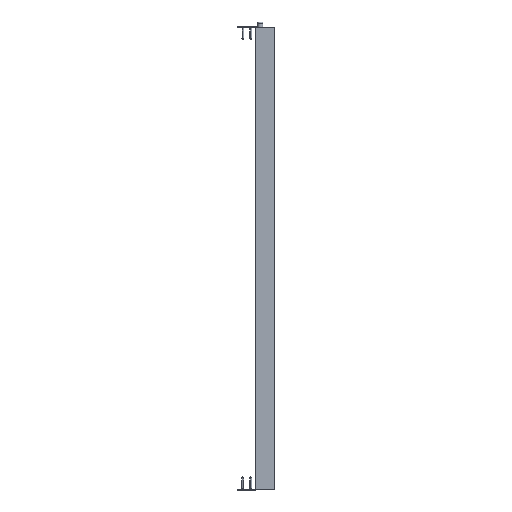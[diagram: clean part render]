
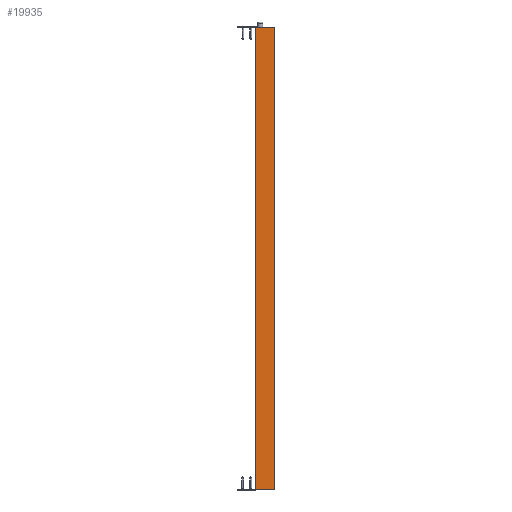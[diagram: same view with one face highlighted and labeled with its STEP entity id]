
A CAD part, left-side view. The second image highlights one B-rep face of the part: STEP entity #19935.
In plain terms, the highlighted planar face has unit normal (-1, 0.007, 0).
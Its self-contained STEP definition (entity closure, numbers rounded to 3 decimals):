
#1212 = CARTESIAN_POINT ( 'NONE',  ( -6.377, 0., -707. ) ) ;
#2531 = DIRECTION ( 'NONE',  ( -0.007, -1., 0. ) ) ;
#2814 = LINE ( 'NONE', #13575, #33884 ) ;
#2935 = VECTOR ( 'NONE', #12199, 1000. ) ;
#3778 = CARTESIAN_POINT ( 'NONE',  ( -6.599, -29.85, -707. ) ) ;
#8561 = VECTOR ( 'NONE', #2531, 1000. ) ;
#9430 = CARTESIAN_POINT ( 'NONE',  ( -6.382, -0.695, 0. ) ) ;
#10376 = PLANE ( 'NONE',  #21447 ) ;
#11769 = CARTESIAN_POINT ( 'NONE',  ( -6.382, -0.695, -707. ) ) ;
#12199 = DIRECTION ( 'NONE',  ( -0.007, -1., 0. ) ) ;
#12825 = LINE ( 'NONE', #27120, #8561 ) ;
#13575 = CARTESIAN_POINT ( 'NONE',  ( -6.382, -0.695, -707. ) ) ;
#13585 = CARTESIAN_POINT ( 'NONE',  ( -6.599, -29.85, -707. ) ) ;
#13669 = DIRECTION ( 'NONE',  ( -0.007, -1., 0. ) ) ;
#15587 = CARTESIAN_POINT ( 'NONE',  ( -6.599, -29.85, 0. ) ) ;
#16872 = LINE ( 'NONE', #13585, #22036 ) ;
#19935 = ADVANCED_FACE ( 'NONE', ( #21621 ), #10376, .T. ) ;
#19987 = VERTEX_POINT ( 'NONE', #11769 ) ;
#21447 = AXIS2_PLACEMENT_3D ( 'NONE', #35903, #24674, #13669 ) ;
#21621 = FACE_OUTER_BOUND ( 'NONE', #32031, .T. ) ;
#22036 = VECTOR ( 'NONE', #27418, 1000. ) ;
#22066 = LINE ( 'NONE', #1212, #2935 ) ;
#24071 = EDGE_CURVE ( 'NONE', #19987, #31487, #22066, .T. ) ;
#24674 = DIRECTION ( 'NONE',  ( -1., 0.007, 0. ) ) ;
#27120 = CARTESIAN_POINT ( 'NONE',  ( -6.377, 0., 0. ) ) ;
#27418 = DIRECTION ( 'NONE',  ( 0., 0., 1. ) ) ;
#27864 = DIRECTION ( 'NONE',  ( 0., 0., -1. ) ) ;
#28662 = VERTEX_POINT ( 'NONE', #9430 ) ;
#29076 = EDGE_CURVE ( 'NONE', #28662, #19987, #2814, .T. ) ;
#31487 = VERTEX_POINT ( 'NONE', #3778 ) ;
#31727 = ORIENTED_EDGE ( 'NONE', *, *, #24071, .T. ) ;
#31760 = EDGE_CURVE ( 'NONE', #28662, #38612, #12825, .T. ) ;
#32031 = EDGE_LOOP ( 'NONE', ( #31727, #39370, #39453, #43981 ) ) ;
#33649 = EDGE_CURVE ( 'NONE', #31487, #38612, #16872, .T. ) ;
#33884 = VECTOR ( 'NONE', #27864, 1000. ) ;
#35903 = CARTESIAN_POINT ( 'NONE',  ( -6.377, 0., -707. ) ) ;
#38612 = VERTEX_POINT ( 'NONE', #15587 ) ;
#39370 = ORIENTED_EDGE ( 'NONE', *, *, #33649, .T. ) ;
#39453 = ORIENTED_EDGE ( 'NONE', *, *, #31760, .F. ) ;
#43981 = ORIENTED_EDGE ( 'NONE', *, *, #29076, .T. ) ;
